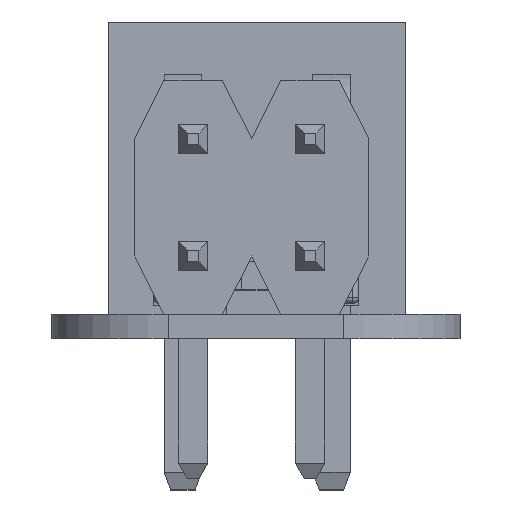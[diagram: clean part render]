
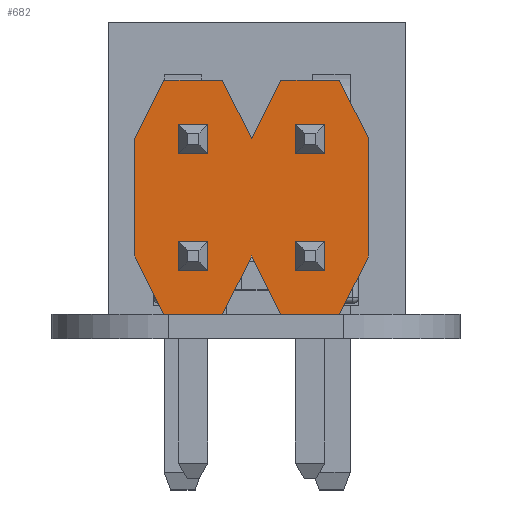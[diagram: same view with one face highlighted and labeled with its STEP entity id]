
A CAD part, left-side view. The second image highlights one B-rep face of the part: STEP entity #682.
In plain terms, the highlighted face is planar.
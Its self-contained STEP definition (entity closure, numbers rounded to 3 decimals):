
#682 = ADVANCED_FACE('',(#683,#717,#751,#865,#899),#933,.F.);
#683 = FACE_BOUND('',#684,.T.);
#684 = EDGE_LOOP('',(#685,#695,#703,#711));
#685 = ORIENTED_EDGE('',*,*,#686,.F.);
#686 = EDGE_CURVE('',#687,#689,#691,.T.);
#687 = VERTEX_POINT('',#688);
#688 = CARTESIAN_POINT('',(1.75,-2.,1.25));
#689 = VERTEX_POINT('',#690);
#690 = CARTESIAN_POINT('',(1.75,-2.,0.75));
#691 = LINE('',#692,#693);
#692 = CARTESIAN_POINT('',(1.75,-2.,4.));
#693 = VECTOR('',#694,1.);
#694 = DIRECTION('',(0.,0.,-1.));
#695 = ORIENTED_EDGE('',*,*,#696,.T.);
#696 = EDGE_CURVE('',#687,#697,#699,.T.);
#697 = VERTEX_POINT('',#698);
#698 = CARTESIAN_POINT('',(2.25,-2.,1.25));
#699 = LINE('',#700,#701);
#700 = CARTESIAN_POINT('',(-0.5,-2.,1.25));
#701 = VECTOR('',#702,1.);
#702 = DIRECTION('',(1.,0.,0.));
#703 = ORIENTED_EDGE('',*,*,#704,.T.);
#704 = EDGE_CURVE('',#697,#705,#707,.T.);
#705 = VERTEX_POINT('',#706);
#706 = CARTESIAN_POINT('',(2.25,-2.,0.75));
#707 = LINE('',#708,#709);
#708 = CARTESIAN_POINT('',(2.25,-2.,4.));
#709 = VECTOR('',#710,1.);
#710 = DIRECTION('',(0.,0.,-1.));
#711 = ORIENTED_EDGE('',*,*,#712,.T.);
#712 = EDGE_CURVE('',#705,#689,#713,.T.);
#713 = LINE('',#714,#715);
#714 = CARTESIAN_POINT('',(-0.5,-2.,0.75));
#715 = VECTOR('',#716,1.);
#716 = DIRECTION('',(-1.,0.,0.));
#717 = FACE_BOUND('',#718,.T.);
#718 = EDGE_LOOP('',(#719,#729,#737,#745));
#719 = ORIENTED_EDGE('',*,*,#720,.F.);
#720 = EDGE_CURVE('',#721,#723,#725,.T.);
#721 = VERTEX_POINT('',#722);
#722 = CARTESIAN_POINT('',(-0.25,-2.,1.25));
#723 = VERTEX_POINT('',#724);
#724 = CARTESIAN_POINT('',(-0.25,-2.,0.75));
#725 = LINE('',#726,#727);
#726 = CARTESIAN_POINT('',(-0.25,-2.,4.));
#727 = VECTOR('',#728,1.);
#728 = DIRECTION('',(0.,0.,-1.));
#729 = ORIENTED_EDGE('',*,*,#730,.T.);
#730 = EDGE_CURVE('',#721,#731,#733,.T.);
#731 = VERTEX_POINT('',#732);
#732 = CARTESIAN_POINT('',(0.25,-2.,1.25));
#733 = LINE('',#734,#735);
#734 = CARTESIAN_POINT('',(-0.5,-2.,1.25));
#735 = VECTOR('',#736,1.);
#736 = DIRECTION('',(1.,0.,0.));
#737 = ORIENTED_EDGE('',*,*,#738,.T.);
#738 = EDGE_CURVE('',#731,#739,#741,.T.);
#739 = VERTEX_POINT('',#740);
#740 = CARTESIAN_POINT('',(0.25,-2.,0.75));
#741 = LINE('',#742,#743);
#742 = CARTESIAN_POINT('',(0.25,-2.,4.));
#743 = VECTOR('',#744,1.);
#744 = DIRECTION('',(0.,0.,-1.));
#745 = ORIENTED_EDGE('',*,*,#746,.T.);
#746 = EDGE_CURVE('',#739,#723,#747,.T.);
#747 = LINE('',#748,#749);
#748 = CARTESIAN_POINT('',(-0.5,-2.,0.75));
#749 = VECTOR('',#750,1.);
#750 = DIRECTION('',(-1.,0.,0.));
#751 = FACE_BOUND('',#752,.T.);
#752 = EDGE_LOOP('',(#753,#763,#771,#779,#787,#795,#803,#811,#819,#827,
    #835,#843,#851,#859));
#753 = ORIENTED_EDGE('',*,*,#754,.F.);
#754 = EDGE_CURVE('',#755,#757,#759,.T.);
#755 = VERTEX_POINT('',#756);
#756 = CARTESIAN_POINT('',(-1.,-2.,3.));
#757 = VERTEX_POINT('',#758);
#758 = CARTESIAN_POINT('',(-0.5,-2.,4.));
#759 = LINE('',#760,#761);
#760 = CARTESIAN_POINT('',(-1.,-2.,3.));
#761 = VECTOR('',#762,1.);
#762 = DIRECTION('',(0.447,0.,0.894));
#763 = ORIENTED_EDGE('',*,*,#764,.F.);
#764 = EDGE_CURVE('',#765,#755,#767,.T.);
#765 = VERTEX_POINT('',#766);
#766 = CARTESIAN_POINT('',(-1.,-2.,1.));
#767 = LINE('',#768,#769);
#768 = CARTESIAN_POINT('',(-1.,-2.,3.));
#769 = VECTOR('',#770,1.);
#770 = DIRECTION('',(0.,0.,1.));
#771 = ORIENTED_EDGE('',*,*,#772,.F.);
#772 = EDGE_CURVE('',#773,#765,#775,.T.);
#773 = VERTEX_POINT('',#774);
#774 = CARTESIAN_POINT('',(-0.5,-2.,0.));
#775 = LINE('',#776,#777);
#776 = CARTESIAN_POINT('',(-0.5,-2.,0.));
#777 = VECTOR('',#778,1.);
#778 = DIRECTION('',(-0.447,0.,0.894));
#779 = ORIENTED_EDGE('',*,*,#780,.F.);
#780 = EDGE_CURVE('',#781,#773,#783,.T.);
#781 = VERTEX_POINT('',#782);
#782 = CARTESIAN_POINT('',(0.5,-2.,0.));
#783 = LINE('',#784,#785);
#784 = CARTESIAN_POINT('',(-0.5,-2.,0.));
#785 = VECTOR('',#786,1.);
#786 = DIRECTION('',(-1.,0.,0.));
#787 = ORIENTED_EDGE('',*,*,#788,.F.);
#788 = EDGE_CURVE('',#789,#781,#791,.T.);
#789 = VERTEX_POINT('',#790);
#790 = CARTESIAN_POINT('',(1.,-2.,1.));
#791 = LINE('',#792,#793);
#792 = CARTESIAN_POINT('',(1.,-2.,1.));
#793 = VECTOR('',#794,1.);
#794 = DIRECTION('',(-0.447,0.,-0.894));
#795 = ORIENTED_EDGE('',*,*,#796,.F.);
#796 = EDGE_CURVE('',#797,#789,#799,.T.);
#797 = VERTEX_POINT('',#798);
#798 = CARTESIAN_POINT('',(1.5,-2.,0.));
#799 = LINE('',#800,#801);
#800 = CARTESIAN_POINT('',(1.5,-2.,0.));
#801 = VECTOR('',#802,1.);
#802 = DIRECTION('',(-0.447,0.,0.894));
#803 = ORIENTED_EDGE('',*,*,#804,.F.);
#804 = EDGE_CURVE('',#805,#797,#807,.T.);
#805 = VERTEX_POINT('',#806);
#806 = CARTESIAN_POINT('',(2.5,-2.,0.));
#807 = LINE('',#808,#809);
#808 = CARTESIAN_POINT('',(1.5,-2.,0.));
#809 = VECTOR('',#810,1.);
#810 = DIRECTION('',(-1.,0.,0.));
#811 = ORIENTED_EDGE('',*,*,#812,.F.);
#812 = EDGE_CURVE('',#813,#805,#815,.T.);
#813 = VERTEX_POINT('',#814);
#814 = CARTESIAN_POINT('',(3.,-2.,1.));
#815 = LINE('',#816,#817);
#816 = CARTESIAN_POINT('',(3.,-2.,1.));
#817 = VECTOR('',#818,1.);
#818 = DIRECTION('',(-0.447,0.,-0.894));
#819 = ORIENTED_EDGE('',*,*,#820,.F.);
#820 = EDGE_CURVE('',#821,#813,#823,.T.);
#821 = VERTEX_POINT('',#822);
#822 = CARTESIAN_POINT('',(3.,-2.,3.));
#823 = LINE('',#824,#825);
#824 = CARTESIAN_POINT('',(3.,-2.,3.));
#825 = VECTOR('',#826,1.);
#826 = DIRECTION('',(0.,0.,-1.));
#827 = ORIENTED_EDGE('',*,*,#828,.F.);
#828 = EDGE_CURVE('',#829,#821,#831,.T.);
#829 = VERTEX_POINT('',#830);
#830 = CARTESIAN_POINT('',(2.5,-2.,4.));
#831 = LINE('',#832,#833);
#832 = CARTESIAN_POINT('',(2.5,-2.,4.));
#833 = VECTOR('',#834,1.);
#834 = DIRECTION('',(0.447,0.,-0.894));
#835 = ORIENTED_EDGE('',*,*,#836,.F.);
#836 = EDGE_CURVE('',#837,#829,#839,.T.);
#837 = VERTEX_POINT('',#838);
#838 = CARTESIAN_POINT('',(1.5,-2.,4.));
#839 = LINE('',#840,#841);
#840 = CARTESIAN_POINT('',(1.5,-2.,4.));
#841 = VECTOR('',#842,1.);
#842 = DIRECTION('',(1.,0.,0.));
#843 = ORIENTED_EDGE('',*,*,#844,.F.);
#844 = EDGE_CURVE('',#845,#837,#847,.T.);
#845 = VERTEX_POINT('',#846);
#846 = CARTESIAN_POINT('',(1.,-2.,3.));
#847 = LINE('',#848,#849);
#848 = CARTESIAN_POINT('',(1.,-2.,3.));
#849 = VECTOR('',#850,1.);
#850 = DIRECTION('',(0.447,0.,0.894));
#851 = ORIENTED_EDGE('',*,*,#852,.F.);
#852 = EDGE_CURVE('',#853,#845,#855,.T.);
#853 = VERTEX_POINT('',#854);
#854 = CARTESIAN_POINT('',(0.5,-2.,4.));
#855 = LINE('',#856,#857);
#856 = CARTESIAN_POINT('',(0.5,-2.,4.));
#857 = VECTOR('',#858,1.);
#858 = DIRECTION('',(0.447,0.,-0.894));
#859 = ORIENTED_EDGE('',*,*,#860,.F.);
#860 = EDGE_CURVE('',#757,#853,#861,.T.);
#861 = LINE('',#862,#863);
#862 = CARTESIAN_POINT('',(-0.5,-2.,4.));
#863 = VECTOR('',#864,1.);
#864 = DIRECTION('',(1.,0.,0.));
#865 = FACE_BOUND('',#866,.T.);
#866 = EDGE_LOOP('',(#867,#877,#885,#893));
#867 = ORIENTED_EDGE('',*,*,#868,.F.);
#868 = EDGE_CURVE('',#869,#871,#873,.T.);
#869 = VERTEX_POINT('',#870);
#870 = CARTESIAN_POINT('',(-0.25,-2.,3.25));
#871 = VERTEX_POINT('',#872);
#872 = CARTESIAN_POINT('',(-0.25,-2.,2.75));
#873 = LINE('',#874,#875);
#874 = CARTESIAN_POINT('',(-0.25,-2.,4.));
#875 = VECTOR('',#876,1.);
#876 = DIRECTION('',(0.,0.,-1.));
#877 = ORIENTED_EDGE('',*,*,#878,.T.);
#878 = EDGE_CURVE('',#869,#879,#881,.T.);
#879 = VERTEX_POINT('',#880);
#880 = CARTESIAN_POINT('',(0.25,-2.,3.25));
#881 = LINE('',#882,#883);
#882 = CARTESIAN_POINT('',(-0.5,-2.,3.25));
#883 = VECTOR('',#884,1.);
#884 = DIRECTION('',(1.,0.,0.));
#885 = ORIENTED_EDGE('',*,*,#886,.T.);
#886 = EDGE_CURVE('',#879,#887,#889,.T.);
#887 = VERTEX_POINT('',#888);
#888 = CARTESIAN_POINT('',(0.25,-2.,2.75));
#889 = LINE('',#890,#891);
#890 = CARTESIAN_POINT('',(0.25,-2.,4.));
#891 = VECTOR('',#892,1.);
#892 = DIRECTION('',(0.,0.,-1.));
#893 = ORIENTED_EDGE('',*,*,#894,.T.);
#894 = EDGE_CURVE('',#887,#871,#895,.T.);
#895 = LINE('',#896,#897);
#896 = CARTESIAN_POINT('',(-0.5,-2.,2.75));
#897 = VECTOR('',#898,1.);
#898 = DIRECTION('',(-1.,0.,0.));
#899 = FACE_BOUND('',#900,.T.);
#900 = EDGE_LOOP('',(#901,#911,#919,#927));
#901 = ORIENTED_EDGE('',*,*,#902,.F.);
#902 = EDGE_CURVE('',#903,#905,#907,.T.);
#903 = VERTEX_POINT('',#904);
#904 = CARTESIAN_POINT('',(1.75,-2.,3.25));
#905 = VERTEX_POINT('',#906);
#906 = CARTESIAN_POINT('',(1.75,-2.,2.75));
#907 = LINE('',#908,#909);
#908 = CARTESIAN_POINT('',(1.75,-2.,4.));
#909 = VECTOR('',#910,1.);
#910 = DIRECTION('',(0.,0.,-1.));
#911 = ORIENTED_EDGE('',*,*,#912,.T.);
#912 = EDGE_CURVE('',#903,#913,#915,.T.);
#913 = VERTEX_POINT('',#914);
#914 = CARTESIAN_POINT('',(2.25,-2.,3.25));
#915 = LINE('',#916,#917);
#916 = CARTESIAN_POINT('',(-0.5,-2.,3.25));
#917 = VECTOR('',#918,1.);
#918 = DIRECTION('',(1.,0.,0.));
#919 = ORIENTED_EDGE('',*,*,#920,.T.);
#920 = EDGE_CURVE('',#913,#921,#923,.T.);
#921 = VERTEX_POINT('',#922);
#922 = CARTESIAN_POINT('',(2.25,-2.,2.75));
#923 = LINE('',#924,#925);
#924 = CARTESIAN_POINT('',(2.25,-2.,4.));
#925 = VECTOR('',#926,1.);
#926 = DIRECTION('',(0.,0.,-1.));
#927 = ORIENTED_EDGE('',*,*,#928,.T.);
#928 = EDGE_CURVE('',#921,#905,#929,.T.);
#929 = LINE('',#930,#931);
#930 = CARTESIAN_POINT('',(-0.5,-2.,2.75));
#931 = VECTOR('',#932,1.);
#932 = DIRECTION('',(-1.,0.,0.));
#933 = PLANE('',#934);
#934 = AXIS2_PLACEMENT_3D('',#935,#936,#937);
#935 = CARTESIAN_POINT('',(-0.5,-2.,4.));
#936 = DIRECTION('',(0.,1.,0.));
#937 = DIRECTION('',(0.,0.,1.));
